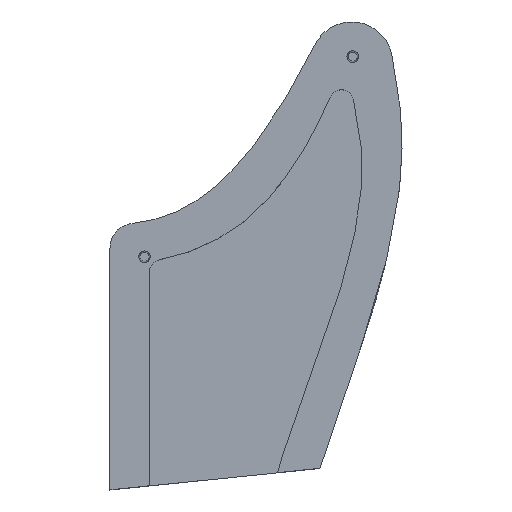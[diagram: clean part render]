
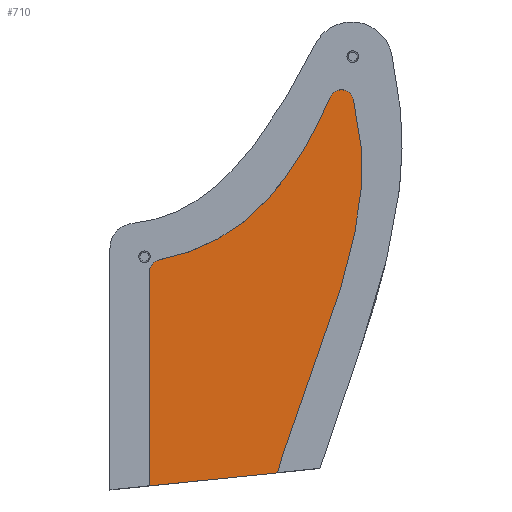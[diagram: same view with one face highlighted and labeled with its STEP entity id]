
A CAD part, top view. The second image highlights one B-rep face of the part: STEP entity #710.
In plain terms, the highlighted planar face has unit normal (0, 0, 1).
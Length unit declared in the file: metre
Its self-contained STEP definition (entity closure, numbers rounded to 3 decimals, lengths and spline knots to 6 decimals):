
#39=CIRCLE('',#759,0.006595);
#43=CIRCLE('',#765,0.101077);
#61=PLANE('',#777);
#87=LINE('',#1065,#135);
#103=LINE('',#1435,#151);
#135=VECTOR('',#822,1.);
#151=VECTOR('',#880,1.);
#319=ORIENTED_EDGE('',*,*,#368,.T.);
#320=ORIENTED_EDGE('',*,*,#364,.T.);
#321=ORIENTED_EDGE('',*,*,#456,.T.);
#322=ORIENTED_EDGE('',*,*,#425,.F.);
#323=ORIENTED_EDGE('',*,*,#458,.T.);
#324=ORIENTED_EDGE('',*,*,#433,.T.);
#325=ORIENTED_EDGE('',*,*,#393,.T.);
#326=ORIENTED_EDGE('',*,*,#442,.T.);
#364=EDGE_CURVE('',#465,#464,#534,.T.);
#368=EDGE_CURVE('',#468,#465,#538,.T.);
#393=EDGE_CURVE('',#491,#490,#87,.T.);
#425=EDGE_CURVE('',#517,#518,#39,.T.);
#433=EDGE_CURVE('',#522,#491,#103,.T.);
#442=EDGE_CURVE('',#490,#468,#43,.T.);
#456=EDGE_CURVE('',#464,#518,#556,.T.);
#458=EDGE_CURVE('',#517,#522,#558,.T.);
#464=VERTEX_POINT('',#970);
#465=VERTEX_POINT('',#976);
#468=VERTEX_POINT('',#1005);
#490=VERTEX_POINT('',#1064);
#491=VERTEX_POINT('',#1066);
#517=VERTEX_POINT('',#1363);
#518=VERTEX_POINT('',#1365);
#522=VERTEX_POINT('',#1436);
#534=B_SPLINE_CURVE_WITH_KNOTS('',3,(#971,#972,#973,#974,#975),
 .UNSPECIFIED.,.F.,.F.,(4,1,4),(0.008666,0.036643,
0.06462),.UNSPECIFIED.);
#538=B_SPLINE_CURVE_WITH_KNOTS('',3,(#1001,#1002,#1003,#1004),
 .UNSPECIFIED.,.F.,.F.,(4,4),(0.,0.008666),.UNSPECIFIED.);
#556=B_SPLINE_CURVE_WITH_KNOTS('',3,(#1547,#1548,#1549,#1550,#1551,#1552,
#1553,#1554,#1555,#1556),.UNSPECIFIED.,.F.,.F.,(4,1,1,1,1,1,1,4),(0.06462,
0.090479,0.103408,0.116337,0.129267,
0.142196,0.155125,0.168054),.UNSPECIFIED.);
#558=B_SPLINE_CURVE_WITH_KNOTS('',3,(#1588,#1589,#1590,#1591,#1592,#1593,
#1594,#1595,#1596,#1597,#1598,#1599,#1600),.UNSPECIFIED.,.F.,.F.,(4,1,1,
1,1,1,1,1,1,1,4),(0.,0.029625,0.044437,0.05925,
0.074062,0.081468,0.088875,0.096281,
0.103687,0.111093,0.1185),.UNSPECIFIED.);
#598=EDGE_LOOP('',(#319,#320,#321,#322,#323,#324,#325,#326));
#654=FACE_BOUND('',#598,.T.);
#710=ADVANCED_FACE('',(#654),#61,.F.);
#759=AXIS2_PLACEMENT_3D('',#1364,#873,#874);
#765=AXIS2_PLACEMENT_3D('',#1450,#894,#895);
#777=AXIS2_PLACEMENT_3D('',#1601,#921,#922);
#822=DIRECTION('',(0.995,0.102,0.));
#873=DIRECTION('',(0.,0.,-1.));
#874=DIRECTION('',(-1.,0.,0.));
#880=DIRECTION('',(0.,-1.,0.));
#894=DIRECTION('',(0.,0.,-1.));
#895=DIRECTION('',(-1.,0.,0.));
#921=DIRECTION('',(0.,0.,-1.));
#922=DIRECTION('',(1.,0.,0.));
#970=CARTESIAN_POINT('',(0.156504,-0.037316,0.0043));
#971=CARTESIAN_POINT('',(0.138548,-0.090316,0.0043));
#972=CARTESIAN_POINT('',(0.14142,-0.081443,0.0043));
#973=CARTESIAN_POINT('',(0.147732,-0.063883,0.0043));
#974=CARTESIAN_POINT('',(0.153742,-0.046224,0.0043));
#975=CARTESIAN_POINT('',(0.156504,-0.037316,0.0043));
#976=CARTESIAN_POINT('',(0.138547,-0.090316,0.0043));
#1001=CARTESIAN_POINT('',(0.136001,-0.0986,0.0043));
#1002=CARTESIAN_POINT('',(0.136799,-0.095822,0.0043));
#1003=CARTESIAN_POINT('',(0.137658,-0.093064,0.0043));
#1004=CARTESIAN_POINT('',(0.138548,-0.090316,0.0043));
#1005=CARTESIAN_POINT('',(0.136001,-0.0986,0.0043));
#1064=CARTESIAN_POINT('',(0.134831,-0.102586,0.0043));
#1065=CARTESIAN_POINT('',(0.120217,-0.104079,0.0043));
#1066=CARTESIAN_POINT('',(0.0705,-0.109158,0.0043));
#1363=CARTESIAN_POINT('',(0.152704,0.066011,0.0043));
#1364=CARTESIAN_POINT('',(0.158445,0.062765,0.0043));
#1365=CARTESIAN_POINT('',(0.164863,0.064287,0.0043));
#1435=CARTESIAN_POINT('',(0.0705,-0.006231,0.0043));
#1436=CARTESIAN_POINT('',(0.0705,-0.012223,0.0043));
#1450=CARTESIAN_POINT('',(0.232382,-0.12905,0.0043));
#1547=CARTESIAN_POINT('',(0.156504,-0.037316,0.0043));
#1548=CARTESIAN_POINT('',(0.159057,-0.029082,0.0043));
#1549=CARTESIAN_POINT('',(0.162581,-0.016605,0.0043));
#1550=CARTESIAN_POINT('',(0.166129,0.000246,0.0043));
#1551=CARTESIAN_POINT('',(0.168056,0.013002,0.0043));
#1552=CARTESIAN_POINT('',(0.168994,0.025971,0.0043));
#1553=CARTESIAN_POINT('',(0.168737,0.038837,0.0043));
#1554=CARTESIAN_POINT('',(0.167419,0.051614,0.0043));
#1555=CARTESIAN_POINT('',(0.165838,0.060073,0.0043));
#1556=CARTESIAN_POINT('',(0.164863,0.064287,0.0043));
#1588=CARTESIAN_POINT('',(0.152704,0.066011,0.0043));
#1589=CARTESIAN_POINT('',(0.14817,0.057226,0.0043));
#1590=CARTESIAN_POINT('',(0.141107,0.044216,0.0043));
#1591=CARTESIAN_POINT('',(0.130225,0.02765,0.0043));
#1592=CARTESIAN_POINT('',(0.121137,0.016026,0.0043));
#1593=CARTESIAN_POINT('',(0.112549,0.007289,0.0043));
#1594=CARTESIAN_POINT('',(0.104767,0.001047,0.0043));
#1595=CARTESIAN_POINT('',(0.098579,-0.003055,0.0043));
#1596=CARTESIAN_POINT('',(0.092055,-0.006506,0.0043));
#1597=CARTESIAN_POINT('',(0.085109,-0.009272,0.0043));
#1598=CARTESIAN_POINT('',(0.077897,-0.01123,0.0043));
#1599=CARTESIAN_POINT('',(0.072987,-0.011982,0.0043));
#1600=CARTESIAN_POINT('',(0.0705,-0.012223,0.0043));
#1601=CARTESIAN_POINT('',(0.054813,-0.26,0.0043));
